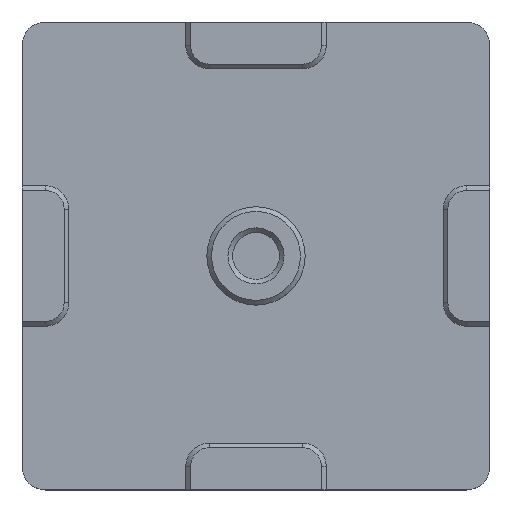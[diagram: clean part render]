
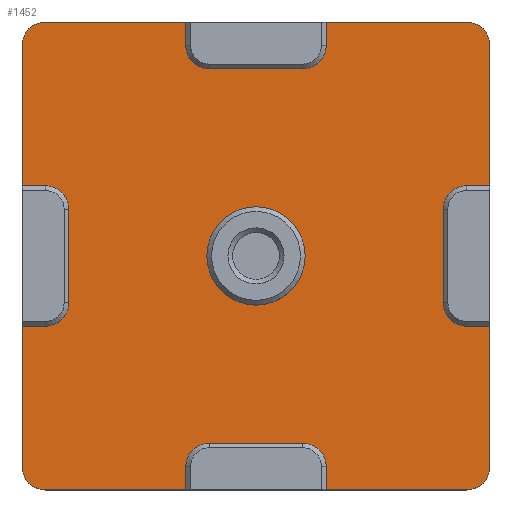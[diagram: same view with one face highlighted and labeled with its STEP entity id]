
A CAD part, top view. The second image highlights one B-rep face of the part: STEP entity #1452.
In plain terms, the highlighted planar face has unit normal (0, 0, 1).
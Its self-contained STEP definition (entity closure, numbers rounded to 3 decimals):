
#40=FACE_BOUND('',#251,.T.);
#89=PLANE('',#1586);
#163=FACE_OUTER_BOUND('',#250,.T.);
#250=EDGE_LOOP('',(#1243,#1244,#1245,#1246,#1247,#1248,#1249,#1250,#1251,
#1252,#1253,#1254,#1255,#1256,#1257,#1258,#1259,#1260,#1261,#1262,#1263,
#1264,#1265,#1266,#1267,#1268,#1269,#1270,#1271,#1272,#1273,#1274));
#251=EDGE_LOOP('',(#1275));
#289=LINE('',#2105,#444);
#292=LINE('',#2113,#447);
#308=LINE('',#2156,#463);
#311=LINE('',#2164,#466);
#327=LINE('',#2207,#482);
#330=LINE('',#2215,#485);
#344=LINE('',#2253,#499);
#348=LINE('',#2262,#503);
#350=LINE('',#2269,#505);
#354=LINE('',#2277,#509);
#357=LINE('',#2281,#512);
#399=LINE('',#2382,#554);
#402=LINE('',#2388,#557);
#405=LINE('',#2395,#560);
#407=LINE('',#2399,#562);
#408=LINE('',#2403,#563);
#409=LINE('',#2405,#564);
#410=LINE('',#2408,#565);
#411=LINE('',#2410,#566);
#412=LINE('',#2413,#567);
#444=VECTOR('',#1677,10.);
#447=VECTOR('',#1686,10.);
#463=VECTOR('',#1726,10.);
#466=VECTOR('',#1735,10.);
#482=VECTOR('',#1775,10.);
#485=VECTOR('',#1784,10.);
#499=VECTOR('',#1818,10.);
#503=VECTOR('',#1828,10.);
#505=VECTOR('',#1836,10.);
#509=VECTOR('',#1840,10.);
#512=VECTOR('',#1845,10.);
#554=VECTOR('',#1943,10.);
#557=VECTOR('',#1950,10.);
#560=VECTOR('',#1959,10.);
#562=VECTOR('',#1963,10.);
#563=VECTOR('',#1968,10.);
#564=VECTOR('',#1969,10.);
#565=VECTOR('',#1972,10.);
#566=VECTOR('',#1973,10.);
#567=VECTOR('',#1976,10.);
#590=CIRCLE('',#1501,1.);
#591=CIRCLE('',#1504,1.);
#596=CIRCLE('',#1516,1.);
#597=CIRCLE('',#1519,1.);
#602=CIRCLE('',#1531,1.);
#603=CIRCLE('',#1534,1.);
#608=CIRCLE('',#1547,1.);
#609=CIRCLE('',#1550,1.);
#613=CIRCLE('',#1561,1.9);
#616=CIRCLE('',#1587,1.);
#617=CIRCLE('',#1588,1.);
#618=CIRCLE('',#1589,1.);
#619=CIRCLE('',#1590,1.);
#648=VERTEX_POINT('',#2097);
#649=VERTEX_POINT('',#2099);
#650=VERTEX_POINT('',#2103);
#651=VERTEX_POINT('',#2107);
#652=VERTEX_POINT('',#2111);
#665=VERTEX_POINT('',#2148);
#666=VERTEX_POINT('',#2150);
#667=VERTEX_POINT('',#2154);
#668=VERTEX_POINT('',#2158);
#669=VERTEX_POINT('',#2162);
#682=VERTEX_POINT('',#2199);
#683=VERTEX_POINT('',#2201);
#684=VERTEX_POINT('',#2205);
#685=VERTEX_POINT('',#2209);
#686=VERTEX_POINT('',#2213);
#699=VERTEX_POINT('',#2250);
#700=VERTEX_POINT('',#2252);
#701=VERTEX_POINT('',#2256);
#702=VERTEX_POINT('',#2260);
#703=VERTEX_POINT('',#2264);
#704=VERTEX_POINT('',#2268);
#707=VERTEX_POINT('',#2274);
#708=VERTEX_POINT('',#2276);
#712=VERTEX_POINT('',#2296);
#739=VERTEX_POINT('',#2381);
#740=VERTEX_POINT('',#2387);
#741=VERTEX_POINT('',#2394);
#742=VERTEX_POINT('',#2398);
#743=VERTEX_POINT('',#2401);
#744=VERTEX_POINT('',#2404);
#745=VERTEX_POINT('',#2406);
#746=VERTEX_POINT('',#2409);
#747=VERTEX_POINT('',#2411);
#781=EDGE_CURVE('',#648,#649,#590,.F.);
#784=EDGE_CURVE('',#648,#650,#289,.T.);
#786=EDGE_CURVE('',#651,#650,#591,.F.);
#788=EDGE_CURVE('',#651,#652,#292,.T.);
#806=EDGE_CURVE('',#665,#666,#596,.F.);
#809=EDGE_CURVE('',#665,#667,#308,.T.);
#811=EDGE_CURVE('',#668,#667,#597,.F.);
#813=EDGE_CURVE('',#668,#669,#311,.T.);
#831=EDGE_CURVE('',#682,#683,#602,.F.);
#834=EDGE_CURVE('',#682,#684,#327,.T.);
#836=EDGE_CURVE('',#685,#684,#603,.F.);
#838=EDGE_CURVE('',#685,#686,#330,.T.);
#856=EDGE_CURVE('',#700,#699,#344,.T.);
#859=EDGE_CURVE('',#701,#699,#608,.F.);
#861=EDGE_CURVE('',#701,#702,#348,.T.);
#863=EDGE_CURVE('',#703,#702,#609,.F.);
#864=EDGE_CURVE('',#700,#704,#350,.T.);
#868=EDGE_CURVE('',#707,#708,#354,.T.);
#871=EDGE_CURVE('',#703,#708,#357,.T.);
#878=EDGE_CURVE('',#712,#712,#613,.T.);
#919=EDGE_CURVE('',#739,#666,#399,.T.);
#922=EDGE_CURVE('',#740,#649,#402,.T.);
#925=EDGE_CURVE('',#741,#683,#405,.T.);
#927=EDGE_CURVE('',#742,#686,#407,.T.);
#928=EDGE_CURVE('',#704,#742,#616,.T.);
#929=EDGE_CURVE('',#743,#707,#617,.T.);
#930=EDGE_CURVE('',#740,#743,#408,.T.);
#931=EDGE_CURVE('',#744,#652,#409,.T.);
#932=EDGE_CURVE('',#745,#744,#618,.T.);
#933=EDGE_CURVE('',#739,#745,#410,.T.);
#934=EDGE_CURVE('',#746,#669,#411,.T.);
#935=EDGE_CURVE('',#747,#746,#619,.T.);
#936=EDGE_CURVE('',#741,#747,#412,.T.);
#1243=ORIENTED_EDGE('',*,*,#925,.T.);
#1244=ORIENTED_EDGE('',*,*,#831,.F.);
#1245=ORIENTED_EDGE('',*,*,#834,.T.);
#1246=ORIENTED_EDGE('',*,*,#836,.F.);
#1247=ORIENTED_EDGE('',*,*,#838,.T.);
#1248=ORIENTED_EDGE('',*,*,#927,.F.);
#1249=ORIENTED_EDGE('',*,*,#928,.F.);
#1250=ORIENTED_EDGE('',*,*,#864,.F.);
#1251=ORIENTED_EDGE('',*,*,#856,.T.);
#1252=ORIENTED_EDGE('',*,*,#859,.F.);
#1253=ORIENTED_EDGE('',*,*,#861,.T.);
#1254=ORIENTED_EDGE('',*,*,#863,.F.);
#1255=ORIENTED_EDGE('',*,*,#871,.T.);
#1256=ORIENTED_EDGE('',*,*,#868,.F.);
#1257=ORIENTED_EDGE('',*,*,#929,.F.);
#1258=ORIENTED_EDGE('',*,*,#930,.F.);
#1259=ORIENTED_EDGE('',*,*,#922,.T.);
#1260=ORIENTED_EDGE('',*,*,#781,.F.);
#1261=ORIENTED_EDGE('',*,*,#784,.T.);
#1262=ORIENTED_EDGE('',*,*,#786,.F.);
#1263=ORIENTED_EDGE('',*,*,#788,.T.);
#1264=ORIENTED_EDGE('',*,*,#931,.F.);
#1265=ORIENTED_EDGE('',*,*,#932,.F.);
#1266=ORIENTED_EDGE('',*,*,#933,.F.);
#1267=ORIENTED_EDGE('',*,*,#919,.T.);
#1268=ORIENTED_EDGE('',*,*,#806,.F.);
#1269=ORIENTED_EDGE('',*,*,#809,.T.);
#1270=ORIENTED_EDGE('',*,*,#811,.F.);
#1271=ORIENTED_EDGE('',*,*,#813,.T.);
#1272=ORIENTED_EDGE('',*,*,#934,.F.);
#1273=ORIENTED_EDGE('',*,*,#935,.F.);
#1274=ORIENTED_EDGE('',*,*,#936,.F.);
#1275=ORIENTED_EDGE('',*,*,#878,.T.);
#1452=ADVANCED_FACE('',(#163,#40),#89,.F.);
#1501=AXIS2_PLACEMENT_3D('',#2100,#1671,#1672);
#1504=AXIS2_PLACEMENT_3D('',#2109,#1681,#1682);
#1516=AXIS2_PLACEMENT_3D('',#2151,#1720,#1721);
#1519=AXIS2_PLACEMENT_3D('',#2160,#1730,#1731);
#1531=AXIS2_PLACEMENT_3D('',#2202,#1769,#1770);
#1534=AXIS2_PLACEMENT_3D('',#2211,#1779,#1780);
#1547=AXIS2_PLACEMENT_3D('',#2258,#1823,#1824);
#1550=AXIS2_PLACEMENT_3D('',#2266,#1832,#1833);
#1561=AXIS2_PLACEMENT_3D('',#2297,#1865,#1866);
#1586=AXIS2_PLACEMENT_3D('',#2397,#1961,#1962);
#1587=AXIS2_PLACEMENT_3D('',#2400,#1964,#1965);
#1588=AXIS2_PLACEMENT_3D('',#2402,#1966,#1967);
#1589=AXIS2_PLACEMENT_3D('',#2407,#1970,#1971);
#1590=AXIS2_PLACEMENT_3D('',#2412,#1974,#1975);
#1671=DIRECTION('center_axis',(0.,0.,-1.));
#1672=DIRECTION('ref_axis',(0.707,-0.707,0.));
#1677=DIRECTION('',(-1.,0.,0.));
#1681=DIRECTION('center_axis',(0.,0.,-1.));
#1682=DIRECTION('ref_axis',(-0.707,-0.707,0.));
#1686=DIRECTION('',(0.,1.,0.));
#1720=DIRECTION('center_axis',(0.,0.,-1.));
#1721=DIRECTION('ref_axis',(0.707,0.707,0.));
#1726=DIRECTION('',(0.,-1.,0.));
#1730=DIRECTION('center_axis',(0.,0.,-1.));
#1731=DIRECTION('ref_axis',(0.707,-0.707,0.));
#1735=DIRECTION('',(-1.,0.,0.));
#1769=DIRECTION('center_axis',(0.,0.,-1.));
#1770=DIRECTION('ref_axis',(-0.707,0.707,0.));
#1775=DIRECTION('',(1.,0.,0.));
#1779=DIRECTION('center_axis',(0.,0.,-1.));
#1780=DIRECTION('ref_axis',(0.707,0.707,0.));
#1784=DIRECTION('',(0.,-1.,0.));
#1818=DIRECTION('',(-1.,0.,0.));
#1823=DIRECTION('center_axis',(0.,0.,-1.));
#1824=DIRECTION('ref_axis',(-0.707,-0.707,0.));
#1828=DIRECTION('',(0.,1.,0.));
#1832=DIRECTION('center_axis',(0.,0.,-1.));
#1833=DIRECTION('ref_axis',(-0.707,0.707,0.));
#1836=DIRECTION('',(0.,-1.,0.));
#1840=DIRECTION('',(0.,-1.,0.));
#1845=DIRECTION('',(1.,0.,0.));
#1865=DIRECTION('center_axis',(0.,0.,-1.));
#1866=DIRECTION('ref_axis',(1.,0.,0.));
#1943=DIRECTION('',(1.,0.,0.));
#1950=DIRECTION('',(0.,-1.,0.));
#1959=DIRECTION('',(0.,1.,0.));
#1961=DIRECTION('center_axis',(0.,0.,-1.));
#1962=DIRECTION('ref_axis',(1.,0.,0.));
#1963=DIRECTION('',(-1.,0.,0.));
#1964=DIRECTION('center_axis',(0.,0.,-1.));
#1965=DIRECTION('ref_axis',(1.,0.,0.));
#1966=DIRECTION('center_axis',(0.,0.,-1.));
#1967=DIRECTION('ref_axis',(0.,1.,0.));
#1968=DIRECTION('',(1.,0.,0.));
#1969=DIRECTION('',(1.,0.,0.));
#1970=DIRECTION('center_axis',(0.,0.,-1.));
#1971=DIRECTION('ref_axis',(-1.,0.,0.));
#1972=DIRECTION('',(0.,1.,0.));
#1973=DIRECTION('',(0.,1.,0.));
#1974=DIRECTION('center_axis',(0.,0.,-1.));
#1975=DIRECTION('ref_axis',(0.,-1.,0.));
#1976=DIRECTION('',(-1.,0.,0.));
#2097=CARTESIAN_POINT('',(2.,8.,-200.));
#2099=CARTESIAN_POINT('',(3.,9.,-200.));
#2100=CARTESIAN_POINT('Origin',(2.,9.,-200.));
#2103=CARTESIAN_POINT('',(-2.,8.,-200.));
#2105=CARTESIAN_POINT('',(-1.5,8.,-200.));
#2107=CARTESIAN_POINT('',(-3.,9.,-200.));
#2109=CARTESIAN_POINT('Origin',(-2.,9.,-200.));
#2111=CARTESIAN_POINT('',(-3.,10.,-200.));
#2113=CARTESIAN_POINT('',(-3.,5.,-200.));
#2148=CARTESIAN_POINT('',(-8.,2.,-200.));
#2150=CARTESIAN_POINT('',(-9.,3.,-200.));
#2151=CARTESIAN_POINT('Origin',(-9.,2.,-200.));
#2154=CARTESIAN_POINT('',(-8.,-2.,-200.));
#2156=CARTESIAN_POINT('',(-8.,-1.5,-200.));
#2158=CARTESIAN_POINT('',(-9.,-3.,-200.));
#2160=CARTESIAN_POINT('Origin',(-9.,-2.,-200.));
#2162=CARTESIAN_POINT('',(-10.,-3.,-200.));
#2164=CARTESIAN_POINT('',(-5.,-3.,-200.));
#2199=CARTESIAN_POINT('',(-2.,-8.,-200.));
#2201=CARTESIAN_POINT('',(-3.,-9.,-200.));
#2202=CARTESIAN_POINT('Origin',(-2.,-9.,-200.));
#2205=CARTESIAN_POINT('',(2.,-8.,-200.));
#2207=CARTESIAN_POINT('',(1.5,-8.,-200.));
#2209=CARTESIAN_POINT('',(3.,-9.,-200.));
#2211=CARTESIAN_POINT('Origin',(2.,-9.,-200.));
#2213=CARTESIAN_POINT('',(3.,-10.,-200.));
#2215=CARTESIAN_POINT('',(3.,-5.,-200.));
#2250=CARTESIAN_POINT('',(9.,-3.,-200.));
#2252=CARTESIAN_POINT('',(10.,-3.,-200.));
#2253=CARTESIAN_POINT('',(4.,-3.,-200.));
#2256=CARTESIAN_POINT('',(8.,-2.,-200.));
#2258=CARTESIAN_POINT('Origin',(9.,-2.,-200.));
#2260=CARTESIAN_POINT('',(8.,2.,-200.));
#2262=CARTESIAN_POINT('',(8.,1.5,-200.));
#2264=CARTESIAN_POINT('',(9.,3.,-200.));
#2266=CARTESIAN_POINT('Origin',(9.,2.,-200.));
#2268=CARTESIAN_POINT('',(10.,-9.,-200.));
#2269=CARTESIAN_POINT('',(10.,9.,-200.));
#2274=CARTESIAN_POINT('',(10.,9.,-200.));
#2276=CARTESIAN_POINT('',(10.,3.,-200.));
#2277=CARTESIAN_POINT('',(10.,9.,-200.));
#2281=CARTESIAN_POINT('',(5.,3.,-200.));
#2296=CARTESIAN_POINT('',(-1.9,0.,-200.));
#2297=CARTESIAN_POINT('Origin',(0.,0.,-200.));
#2381=CARTESIAN_POINT('',(-10.,3.,-200.));
#2382=CARTESIAN_POINT('',(-4.,3.,-200.));
#2387=CARTESIAN_POINT('',(3.,10.,-200.));
#2388=CARTESIAN_POINT('',(3.,4.,-200.));
#2394=CARTESIAN_POINT('',(-3.,-10.,-200.));
#2395=CARTESIAN_POINT('',(-3.,-4.,-200.));
#2397=CARTESIAN_POINT('Origin',(0.,0.,-200.));
#2398=CARTESIAN_POINT('',(9.,-10.,-200.));
#2399=CARTESIAN_POINT('',(9.,-10.,-200.));
#2400=CARTESIAN_POINT('Origin',(9.,-9.,-200.));
#2401=CARTESIAN_POINT('',(9.,10.,-200.));
#2402=CARTESIAN_POINT('Origin',(9.,9.,-200.));
#2403=CARTESIAN_POINT('',(-9.,10.,-200.));
#2404=CARTESIAN_POINT('',(-9.,10.,-200.));
#2405=CARTESIAN_POINT('',(-9.,10.,-200.));
#2406=CARTESIAN_POINT('',(-10.,9.,-200.));
#2407=CARTESIAN_POINT('Origin',(-9.,9.,-200.));
#2408=CARTESIAN_POINT('',(-10.,-9.,-200.));
#2409=CARTESIAN_POINT('',(-10.,-9.,-200.));
#2410=CARTESIAN_POINT('',(-10.,-9.,-200.));
#2411=CARTESIAN_POINT('',(-9.,-10.,-200.));
#2412=CARTESIAN_POINT('Origin',(-9.,-9.,-200.));
#2413=CARTESIAN_POINT('',(9.,-10.,-200.));
